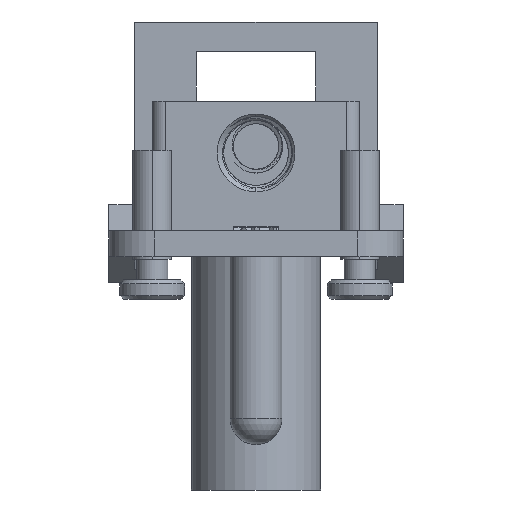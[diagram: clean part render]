
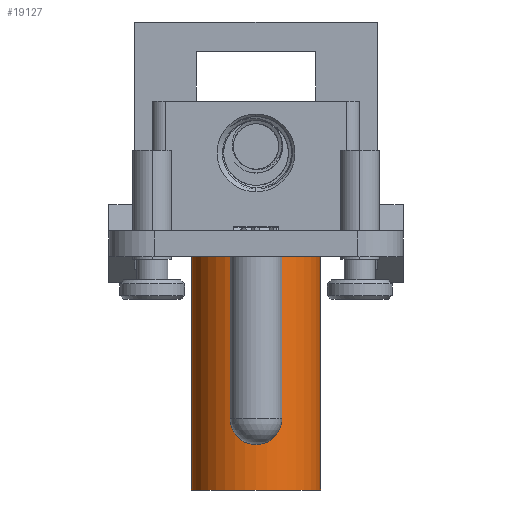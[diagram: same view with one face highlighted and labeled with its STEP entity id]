
A CAD part, left-side view. The second image highlights one B-rep face of the part: STEP entity #19127.
In plain terms, the highlighted cylindrical face has radius 5 mm (diameter 10 mm), a partial arc.
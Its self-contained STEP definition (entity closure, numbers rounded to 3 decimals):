
#694=CARTESIAN_POINT('',(35.4,0.,-19.));
#695=DIRECTION('',(0.,0.,1.));
#696=DIRECTION('',(-0.058,0.998,0.));
#697=AXIS2_PLACEMENT_3D('',#694,#695,#696);
#699=CARTESIAN_POINT('',(35.4,0.,-19.));
#700=DIRECTION('',(0.,0.,1.));
#701=DIRECTION('',(-1.,0.,0.));
#702=AXIS2_PLACEMENT_3D('',#699,#700,#701);
#750=CARTESIAN_POINT('',(35.4,0.,-1.));
#751=DIRECTION('',(0.,0.,-1.));
#752=DIRECTION('',(-0.058,-0.998,0.));
#753=AXIS2_PLACEMENT_3D('',#750,#751,#752);
#755=CARTESIAN_POINT('',(35.4,0.,-1.));
#756=DIRECTION('',(0.,0.,-1.));
#757=DIRECTION('',(-1.,0.,0.));
#758=AXIS2_PLACEMENT_3D('',#755,#756,#757);
#7414=DIRECTION('',(0.,0.,1.));
#7415=VECTOR('',#7414,18.);
#7416=CARTESIAN_POINT('',(35.111,-4.992,-19.));
#7417=LINE('',#7416,#7415);
#7418=DIRECTION('',(0.,0.,1.));
#7419=VECTOR('',#7418,18.);
#7420=CARTESIAN_POINT('',(35.111,4.992,-19.));
#7421=LINE('',#7420,#7419);
#8276=CARTESIAN_POINT('',(35.111,-4.992,-1.));
#8277=VERTEX_POINT('',#8276);
#8278=CARTESIAN_POINT('',(30.4,0.,-1.));
#8279=VERTEX_POINT('',#8278);
#8280=CARTESIAN_POINT('',(35.111,4.992,-1.));
#8281=VERTEX_POINT('',#8280);
#8514=CARTESIAN_POINT('',(35.111,4.992,-19.));
#8515=VERTEX_POINT('',#8514);
#8516=CARTESIAN_POINT('',(35.111,-4.992,-19.));
#8517=VERTEX_POINT('',#8516);
#8518=CARTESIAN_POINT('',(30.4,0.,-19.));
#8519=VERTEX_POINT('',#8518);
#19113=CARTESIAN_POINT('',(35.4,0.,-1.));
#19114=DIRECTION('',(0.,0.,-1.));
#19115=DIRECTION('',(-1.,0.,0.));
#19116=AXIS2_PLACEMENT_3D('',#19113,#19114,#19115);
#19117=CYLINDRICAL_SURFACE('',#19116,5.);
#19118=ORIENTED_EDGE('',*,*,#10311,.F.);
#19119=ORIENTED_EDGE('',*,*,#10309,.F.);
#19120=ORIENTED_EDGE('',*,*,#19108,.F.);
#19121=ORIENTED_EDGE('',*,*,#10263,.F.);
#19122=ORIENTED_EDGE('',*,*,#10261,.F.);
#19124=ORIENTED_EDGE('',*,*,#19123,.T.);
#19125=EDGE_LOOP('',(#19118,#19119,#19120,#19121,#19122,#19124));
#19126=FACE_OUTER_BOUND('',#19125,.F.);
#698=CIRCLE('',#697,5.);
#703=CIRCLE('',#702,5.);
#754=CIRCLE('',#753,5.);
#759=CIRCLE('',#758,5.);
#10261=EDGE_CURVE('',#8515,#8519,#698,.T.);
#10263=EDGE_CURVE('',#8519,#8517,#703,.T.);
#10309=EDGE_CURVE('',#8277,#8279,#754,.T.);
#10311=EDGE_CURVE('',#8279,#8281,#759,.T.);
#19108=EDGE_CURVE('',#8517,#8277,#7417,.T.);
#19123=EDGE_CURVE('',#8515,#8281,#7421,.T.);
#19127=ADVANCED_FACE('',(#19126),#19117,.T.);
